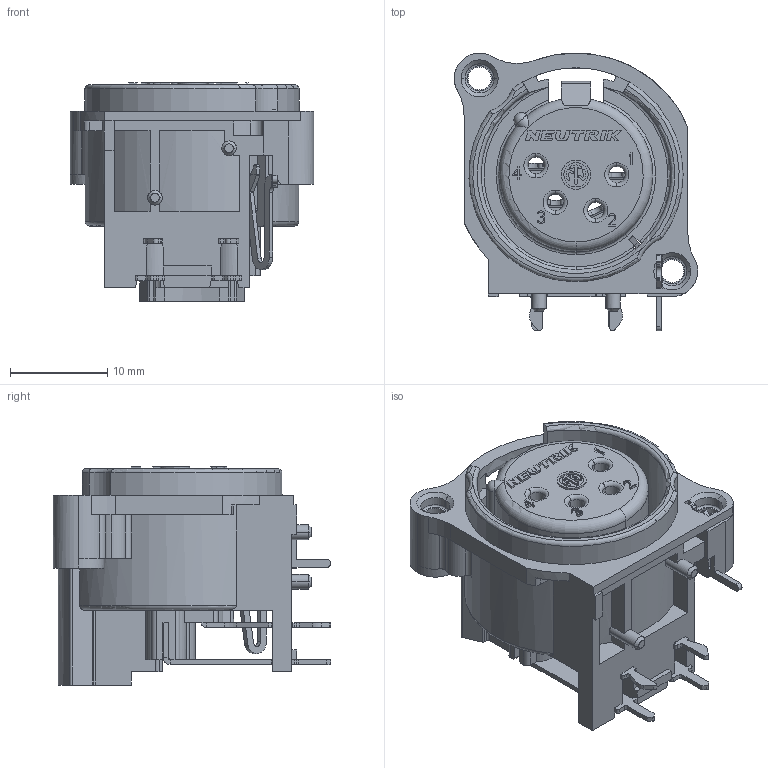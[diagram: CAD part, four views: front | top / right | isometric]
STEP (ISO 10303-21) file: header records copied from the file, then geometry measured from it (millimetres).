
FILE_DESCRIPTION (( 'STEP AP214' ), '1' );
FILE_NAME ('nc4fah-0.STEP', '2021-10-27T13:31:08', ( '' ), ( '' ), 'SwSTEP 2.0', 'SolidWorks 2020', '' );
FILE_SCHEMA (( 'AUTOMOTIVE_DESIGN' ));
Length unit declared in the file: millimetre
Products named in the file (1): nc4fah-0
Bounding box: 25 x 28.51 x 22.4 mm (x, y, z)
Volume: 4890.7 mm3; surface area: 6770.4 mm2
Topology: 1 solids, 4 shells, 1195 faces, 3397 edges, 2176 vertices
Faces by surface type: plane 776, cylinder 297, torus 72, cone 35, sphere 9, bspline 6
Entity records: 42802 total; most frequent: CARTESIAN_POINT 8115, ORIENTED_EDGE 6790, DIRECTION 6378, EDGE_CURVE 3395, LINE 2334, VECTOR 2334, VERTEX_POINT 2175, AXIS2_PLACEMENT_3D 2022
